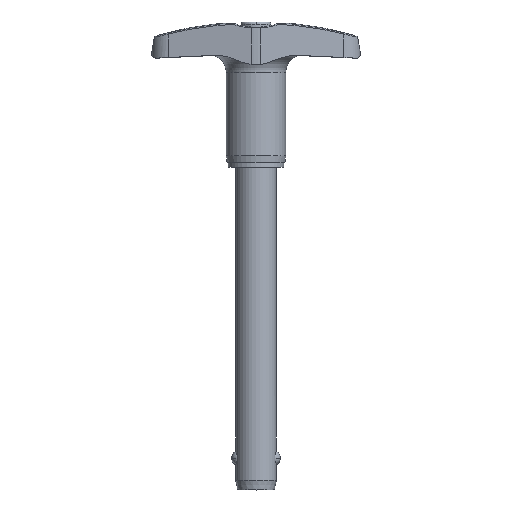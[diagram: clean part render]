
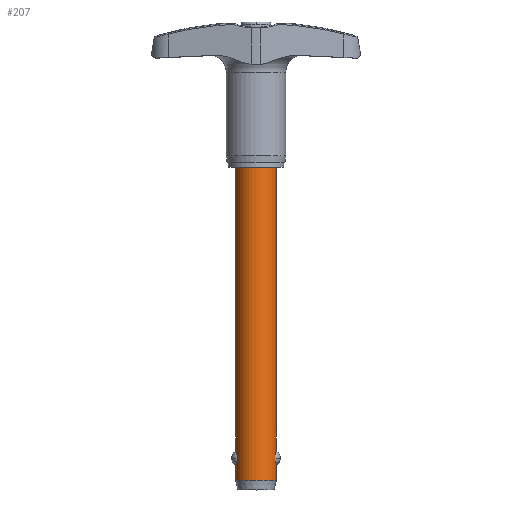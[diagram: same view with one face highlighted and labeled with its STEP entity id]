
A CAD part, top view. The second image highlights one B-rep face of the part: STEP entity #207.
In plain terms, the highlighted cylindrical face has radius 5 mm (diameter 10 mm), a partial arc.
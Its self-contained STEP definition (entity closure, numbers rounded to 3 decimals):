
#207=ADVANCED_FACE('',(#472),#473,.T.);
#472=FACE_OUTER_BOUND('',#794,.T.);
#473=CYLINDRICAL_SURFACE('',#795,5.0);
#794=EDGE_LOOP('',(#1434,#1435,#1436,#1437,#1438,#1439,#1440,#1441,#1442,#1443));
#795=AXIS2_PLACEMENT_3D('',#1444,#1445,#1446);
#1434=ORIENTED_EDGE('',*,*,#2220,.T.);
#1435=ORIENTED_EDGE('',*,*,#2243,.T.);
#1436=ORIENTED_EDGE('',*,*,#2236,.T.);
#1437=ORIENTED_EDGE('',*,*,#2227,.T.);
#1438=ORIENTED_EDGE('',*,*,#2249,.F.);
#1439=ORIENTED_EDGE('',*,*,#2225,.T.);
#1440=ORIENTED_EDGE('',*,*,#2239,.T.);
#1441=ORIENTED_EDGE('',*,*,#2241,.T.);
#1442=ORIENTED_EDGE('',*,*,#2222,.T.);
#1443=ORIENTED_EDGE('',*,*,#2247,.T.);
#1444=CARTESIAN_POINT('',(0.0,-38.6,0.0));
#1445=DIRECTION('',(-0.0,1.0,0.0));
#1446=DIRECTION('',(1.0,0.0,0.0));
#2220=EDGE_CURVE('',#2732,#2733,#2734,.T.);
#2222=EDGE_CURVE('',#2737,#2735,#2738,.T.);
#2225=EDGE_CURVE('',#2743,#2741,#2744,.T.);
#2227=EDGE_CURVE('',#2747,#2745,#2748,.T.);
#2236=EDGE_CURVE('',#2759,#2747,#2761,.T.);
#2239=EDGE_CURVE('',#2741,#2763,#2765,.T.);
#2241=EDGE_CURVE('',#2763,#2737,#2767,.T.);
#2243=EDGE_CURVE('',#2733,#2759,#2769,.T.);
#2247=EDGE_CURVE('',#2735,#2732,#2773,.T.);
#2249=EDGE_CURVE('',#2743,#2745,#2775,.T.);
#2732=VERTEX_POINT('',#3899);
#2733=VERTEX_POINT('',#3900);
#2734=LINE('',#3901,#3902);
#2735=VERTEX_POINT('',#3903);
#2737=VERTEX_POINT('',#3905);
#2738=LINE('',#3906,#3907);
#2741=VERTEX_POINT('',#3927);
#2743=VERTEX_POINT('',#3946);
#2744=LINE('',#3947,#3948);
#2745=VERTEX_POINT('',#3949);
#2747=VERTEX_POINT('',#3951);
#2748=LINE('',#3952,#3953);
#2759=VERTEX_POINT('',#4000);
#2761=B_SPLINE_CURVE_WITH_KNOTS('',3,(#4002,#4003,#4004,#4005,#4006,#4007,#4008,#4009,#4010,#4011,#4012,#4013,#4014,#4015,#4016,#4017,#4018,#4019),.UNSPECIFIED.,.F.,.F.,(4,2,2,2,2,2,2,2,4),(5.497,5.794,6.092,6.389,6.687,6.975,7.263,7.754,8.245),.UNSPECIFIED.);
#2763=VERTEX_POINT('',#4021);
#2765=B_SPLINE_CURVE_WITH_KNOTS('',3,(#4023,#4024,#4025,#4026,#4027,#4028,#4029,#4030,#4031,#4032,#4033,#4034,#4035,#4036,#4037,#4038,#4039,#4040),.UNSPECIFIED.,.F.,.F.,(4,2,2,2,2,2,2,2,4),(8.245,8.736,9.227,9.515,9.803,10.1,10.398,10.696,10.993),.UNSPECIFIED.);
#2767=B_SPLINE_CURVE_WITH_KNOTS('',3,(#4042,#4043,#4044,#4045,#4046,#4047,#4048,#4049,#4050,#4051,#4052,#4053,#4054,#4055,#4056,#4057,#4058,#4059),.UNSPECIFIED.,.F.,.F.,(4,2,2,2,2,2,2,2,4),(0.0,0.298,0.595,0.893,1.19,1.478,1.766,2.257,2.748),.UNSPECIFIED.);
#2769=B_SPLINE_CURVE_WITH_KNOTS('',3,(#4061,#4062,#4063,#4064,#4065,#4066,#4067,#4068,#4069,#4070,#4071,#4072,#4073,#4074,#4075,#4076,#4077,#4078),.UNSPECIFIED.,.F.,.F.,(4,2,2,2,2,2,2,2,4),(2.748,3.239,3.73,4.018,4.306,4.604,4.901,5.199,5.497),.UNSPECIFIED.);
#2773=CIRCLE('',#4082,5.0);
#2775=CIRCLE('',#4084,5.0);
#3899=CARTESIAN_POINT('',(5.0,-77.2,0.0));
#3900=CARTESIAN_POINT('',(5.0,-73.464,0.));
#3901=CARTESIAN_POINT('',(5.0,-38.6,0.));
#3902=VECTOR('',#4907,1.0);
#3903=CARTESIAN_POINT('',(-5.0,-77.2,0.));
#3905=CARTESIAN_POINT('',(-5.0,-73.464,0.));
#3906=CARTESIAN_POINT('',(-5.0,-38.6,0.));
#3907=VECTOR('',#4911,1.0);
#3927=CARTESIAN_POINT('',(-5.0,-70.0,0.));
#3946=CARTESIAN_POINT('',(-5.0,0.,0.));
#3947=CARTESIAN_POINT('',(-5.0,-38.6,0.));
#3948=VECTOR('',#4912,1.0);
#3949=CARTESIAN_POINT('',(5.0,0.0,0.0));
#3951=CARTESIAN_POINT('',(5.0,-70.0,0.));
#3952=CARTESIAN_POINT('',(5.0,-38.6,0.));
#3953=VECTOR('',#4916,1.0);
#4000=CARTESIAN_POINT('',(4.625,-71.732,1.9));
#4002=CARTESIAN_POINT('',(4.625,-71.732,1.9));
#4003=CARTESIAN_POINT('',(4.625,-71.633,1.9));
#4004=CARTESIAN_POINT('',(4.629,-71.53,1.891));
#4005=CARTESIAN_POINT('',(4.644,-71.327,1.852));
#4006=CARTESIAN_POINT('',(4.656,-71.226,1.823));
#4007=CARTESIAN_POINT('',(4.685,-71.031,1.747));
#4008=CARTESIAN_POINT('',(4.703,-70.938,1.699));
#4009=CARTESIAN_POINT('',(4.741,-70.765,1.589));
#4010=CARTESIAN_POINT('',(4.762,-70.684,1.527));
#4011=CARTESIAN_POINT('',(4.801,-70.543,1.398));
#4012=CARTESIAN_POINT('',(4.823,-70.473,1.323));
#4013=CARTESIAN_POINT('',(4.864,-70.347,1.16));
#4014=CARTESIAN_POINT('',(4.884,-70.291,1.073));
#4015=CARTESIAN_POINT('',(4.93,-70.169,0.849));
#4016=CARTESIAN_POINT('',(4.956,-70.104,0.684));
#4017=CARTESIAN_POINT('',(4.991,-70.02,0.341));
#4018=CARTESIAN_POINT('',(5.0,-70.0,0.164));
#4019=CARTESIAN_POINT('',(5.0,-70.0,0.));
#4021=CARTESIAN_POINT('',(-4.625,-71.732,1.9));
#4023=CARTESIAN_POINT('',(-5.0,-70.0,0.));
#4024=CARTESIAN_POINT('',(-5.0,-70.0,0.164));
#4025=CARTESIAN_POINT('',(-4.991,-70.02,0.341));
#4026=CARTESIAN_POINT('',(-4.956,-70.104,0.684));
#4027=CARTESIAN_POINT('',(-4.93,-70.169,0.849));
#4028=CARTESIAN_POINT('',(-4.884,-70.291,1.073));
#4029=CARTESIAN_POINT('',(-4.864,-70.347,1.16));
#4030=CARTESIAN_POINT('',(-4.823,-70.473,1.323));
#4031=CARTESIAN_POINT('',(-4.801,-70.543,1.398));
#4032=CARTESIAN_POINT('',(-4.762,-70.684,1.527));
#4033=CARTESIAN_POINT('',(-4.741,-70.765,1.589));
#4034=CARTESIAN_POINT('',(-4.703,-70.938,1.699));
#4035=CARTESIAN_POINT('',(-4.685,-71.031,1.747));
#4036=CARTESIAN_POINT('',(-4.656,-71.226,1.823));
#4037=CARTESIAN_POINT('',(-4.644,-71.327,1.852));
#4038=CARTESIAN_POINT('',(-4.629,-71.53,1.891));
#4039=CARTESIAN_POINT('',(-4.625,-71.633,1.9));
#4040=CARTESIAN_POINT('',(-4.625,-71.732,1.9));
#4042=CARTESIAN_POINT('',(-4.625,-71.732,1.9));
#4043=CARTESIAN_POINT('',(-4.625,-71.831,1.9));
#4044=CARTESIAN_POINT('',(-4.629,-71.934,1.891));
#4045=CARTESIAN_POINT('',(-4.644,-72.137,1.852));
#4046=CARTESIAN_POINT('',(-4.656,-72.239,1.823));
#4047=CARTESIAN_POINT('',(-4.685,-72.433,1.747));
#4048=CARTESIAN_POINT('',(-4.703,-72.526,1.699));
#4049=CARTESIAN_POINT('',(-4.741,-72.7,1.589));
#4050=CARTESIAN_POINT('',(-4.762,-72.78,1.527));
#4051=CARTESIAN_POINT('',(-4.801,-72.921,1.398));
#4052=CARTESIAN_POINT('',(-4.823,-72.991,1.323));
#4053=CARTESIAN_POINT('',(-4.864,-73.117,1.16));
#4054=CARTESIAN_POINT('',(-4.884,-73.173,1.073));
#4055=CARTESIAN_POINT('',(-4.93,-73.295,0.849));
#4056=CARTESIAN_POINT('',(-4.956,-73.36,0.684));
#4057=CARTESIAN_POINT('',(-4.991,-73.444,0.341));
#4058=CARTESIAN_POINT('',(-5.0,-73.464,0.164));
#4059=CARTESIAN_POINT('',(-5.0,-73.464,0.));
#4061=CARTESIAN_POINT('',(5.0,-73.464,0.0));
#4062=CARTESIAN_POINT('',(5.0,-73.464,0.164));
#4063=CARTESIAN_POINT('',(4.991,-73.444,0.341));
#4064=CARTESIAN_POINT('',(4.956,-73.36,0.684));
#4065=CARTESIAN_POINT('',(4.93,-73.295,0.849));
#4066=CARTESIAN_POINT('',(4.884,-73.173,1.073));
#4067=CARTESIAN_POINT('',(4.864,-73.117,1.16));
#4068=CARTESIAN_POINT('',(4.823,-72.991,1.323));
#4069=CARTESIAN_POINT('',(4.801,-72.921,1.398));
#4070=CARTESIAN_POINT('',(4.762,-72.78,1.527));
#4071=CARTESIAN_POINT('',(4.741,-72.7,1.589));
#4072=CARTESIAN_POINT('',(4.703,-72.526,1.699));
#4073=CARTESIAN_POINT('',(4.685,-72.433,1.747));
#4074=CARTESIAN_POINT('',(4.656,-72.239,1.823));
#4075=CARTESIAN_POINT('',(4.644,-72.137,1.852));
#4076=CARTESIAN_POINT('',(4.629,-71.934,1.891));
#4077=CARTESIAN_POINT('',(4.625,-71.831,1.9));
#4078=CARTESIAN_POINT('',(4.625,-71.732,1.9));
#4082=AXIS2_PLACEMENT_3D('',#4931,#4932,#4933);
#4084=AXIS2_PLACEMENT_3D('',#4934,#4935,#4936);
#4907=DIRECTION('',(0.0,1.0,0.0));
#4911=DIRECTION('',(-0.0,-1.0,-0.0));
#4912=DIRECTION('',(-0.0,-1.0,-0.0));
#4916=DIRECTION('',(0.0,1.0,0.0));
#4931=CARTESIAN_POINT('',(0.0,-77.2,0.0));
#4932=DIRECTION('',(-0.0,1.0,0.0));
#4933=DIRECTION('',(1.0,0.0,0.0));
#4934=CARTESIAN_POINT('',(0.0,0.0,0.0));
#4935=DIRECTION('',(-0.0,1.0,0.));
#4936=DIRECTION('',(1.0,0.0,0.0));
